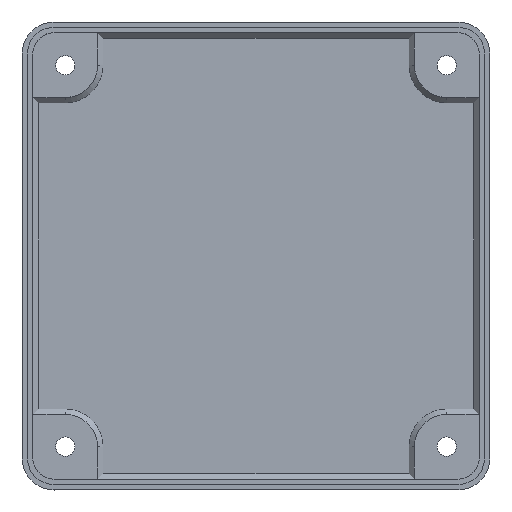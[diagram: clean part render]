
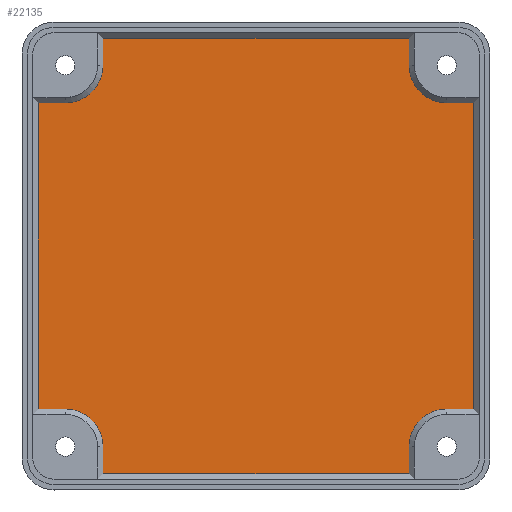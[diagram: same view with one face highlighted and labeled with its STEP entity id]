
A CAD part, top view. The second image highlights one B-rep face of the part: STEP entity #22135.
In plain terms, the highlighted planar face has unit normal (0, 0, 1).
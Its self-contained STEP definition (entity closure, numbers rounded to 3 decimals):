
#1776=CIRCLE('',#22799,7.);
#1778=CIRCLE('',#22803,7.);
#1780=CIRCLE('',#22809,7.);
#1782=CIRCLE('',#22813,7.);
#3062=FACE_OUTER_BOUND('',#4343,.T.);
#4343=EDGE_LOOP('',(#20195,#20196,#20197,#20198,#20199,#20200,#20201,#20202,
#20203,#20204,#20205,#20206,#20207,#20208,#20209,#20210));
#6330=LINE('',#42185,#8385);
#6336=LINE('',#42198,#8391);
#6338=LINE('',#42202,#8393);
#6343=LINE('',#42213,#8398);
#6345=LINE('',#42217,#8400);
#6350=LINE('',#42228,#8405);
#6353=LINE('',#42237,#8408);
#6356=LINE('',#42246,#8411);
#6359=LINE('',#42252,#8414);
#6363=LINE('',#42259,#8418);
#6365=LINE('',#42267,#8420);
#6368=LINE('',#42276,#8423);
#8385=VECTOR('',#26051,10.);
#8391=VECTOR('',#26059,10.);
#8393=VECTOR('',#26063,10.);
#8398=VECTOR('',#26070,10.);
#8400=VECTOR('',#26074,10.);
#8405=VECTOR('',#26081,10.);
#8408=VECTOR('',#26092,10.);
#8411=VECTOR('',#26103,10.);
#8414=VECTOR('',#26108,10.);
#8418=VECTOR('',#26114,10.);
#8420=VECTOR('',#26124,10.);
#8423=VECTOR('',#26135,10.);
#10557=VERTEX_POINT('',#42183);
#10558=VERTEX_POINT('',#42184);
#10563=VERTEX_POINT('',#42195);
#10564=VERTEX_POINT('',#42197);
#10565=VERTEX_POINT('',#42201);
#10569=VERTEX_POINT('',#42210);
#10570=VERTEX_POINT('',#42212);
#10571=VERTEX_POINT('',#42216);
#10575=VERTEX_POINT('',#42225);
#10576=VERTEX_POINT('',#42227);
#10578=VERTEX_POINT('',#42232);
#10580=VERTEX_POINT('',#42241);
#10582=VERTEX_POINT('',#42251);
#10584=VERTEX_POINT('',#42257);
#10586=VERTEX_POINT('',#42262);
#10588=VERTEX_POINT('',#42271);
#13750=EDGE_CURVE('',#10557,#10558,#6330,.T.);
#13756=EDGE_CURVE('',#10563,#10564,#6336,.T.);
#13758=EDGE_CURVE('',#10564,#10565,#6338,.T.);
#13763=EDGE_CURVE('',#10569,#10570,#6343,.T.);
#13765=EDGE_CURVE('',#10570,#10571,#6345,.T.);
#13770=EDGE_CURVE('',#10575,#10576,#6350,.T.);
#13773=EDGE_CURVE('',#10578,#10575,#1776,.T.);
#13775=EDGE_CURVE('',#10571,#10578,#6353,.T.);
#13778=EDGE_CURVE('',#10580,#10569,#1778,.T.);
#13780=EDGE_CURVE('',#10565,#10580,#6356,.T.);
#13783=EDGE_CURVE('',#10576,#10582,#6359,.T.);
#13787=EDGE_CURVE('',#10584,#10557,#6363,.T.);
#13789=EDGE_CURVE('',#10586,#10584,#1780,.T.);
#13791=EDGE_CURVE('',#10582,#10586,#6365,.T.);
#13794=EDGE_CURVE('',#10588,#10563,#1782,.T.);
#13796=EDGE_CURVE('',#10558,#10588,#6368,.T.);
#20195=ORIENTED_EDGE('',*,*,#13770,.F.);
#20196=ORIENTED_EDGE('',*,*,#13773,.F.);
#20197=ORIENTED_EDGE('',*,*,#13775,.F.);
#20198=ORIENTED_EDGE('',*,*,#13765,.F.);
#20199=ORIENTED_EDGE('',*,*,#13763,.F.);
#20200=ORIENTED_EDGE('',*,*,#13778,.F.);
#20201=ORIENTED_EDGE('',*,*,#13780,.F.);
#20202=ORIENTED_EDGE('',*,*,#13758,.F.);
#20203=ORIENTED_EDGE('',*,*,#13756,.F.);
#20204=ORIENTED_EDGE('',*,*,#13794,.F.);
#20205=ORIENTED_EDGE('',*,*,#13796,.F.);
#20206=ORIENTED_EDGE('',*,*,#13750,.F.);
#20207=ORIENTED_EDGE('',*,*,#13787,.F.);
#20208=ORIENTED_EDGE('',*,*,#13789,.F.);
#20209=ORIENTED_EDGE('',*,*,#13791,.F.);
#20210=ORIENTED_EDGE('',*,*,#13783,.F.);
#20961=PLANE('',#22826);
#22135=ADVANCED_FACE('',(#3062),#20961,.T.);
#22799=AXIS2_PLACEMENT_3D('',#42234,#26086,#26087);
#22803=AXIS2_PLACEMENT_3D('',#42243,#26097,#26098);
#22809=AXIS2_PLACEMENT_3D('',#42264,#26118,#26119);
#22813=AXIS2_PLACEMENT_3D('',#42273,#26129,#26130);
#22826=AXIS2_PLACEMENT_3D('',#42328,#26180,#26181);
#26051=DIRECTION('',(-1.,0.,0.));
#26059=DIRECTION('',(-1.,0.,0.));
#26063=DIRECTION('',(0.,1.,0.));
#26070=DIRECTION('',(0.,1.,0.));
#26074=DIRECTION('',(1.,0.,0.));
#26081=DIRECTION('',(1.,0.,0.));
#26086=DIRECTION('center_axis',(0.,0.,
1.));
#26087=DIRECTION('ref_axis',(0.532,-0.847,0.));
#26092=DIRECTION('',(0.,-1.,0.));
#26097=DIRECTION('center_axis',(0.,0.,
1.));
#26098=DIRECTION('ref_axis',(0.847,0.532,0.));
#26103=DIRECTION('',(1.,0.,0.));
#26108=DIRECTION('',(0.,-1.,0.));
#26114=DIRECTION('',(0.,-1.,0.));
#26118=DIRECTION('center_axis',(0.,0.,
1.));
#26119=DIRECTION('ref_axis',(-0.847,-0.532,0.));
#26124=DIRECTION('',(-1.,0.,0.));
#26129=DIRECTION('center_axis',(0.,0.,
1.));
#26130=DIRECTION('ref_axis',(-0.532,0.847,0.));
#26135=DIRECTION('',(0.,1.,0.));
#26180=DIRECTION('center_axis',(0.,0.,
1.));
#26181=DIRECTION('ref_axis',(1.,0.,0.));
#42183=CARTESIAN_POINT('',(63.395,146.083,0.));
#42184=CARTESIAN_POINT('',(6.275,146.083,0.));
#42185=CARTESIAN_POINT('',(53.655,146.083,0.));
#42195=CARTESIAN_POINT('',(-0.725,158.163,0.));
#42197=CARTESIAN_POINT('',(-5.805,158.163,0.));
#42198=CARTESIAN_POINT('',(17.055,158.163,0.));
#42201=CARTESIAN_POINT('',(-5.805,215.283,0.));
#42202=CARTESIAN_POINT('',(-5.805,167.903,0.));
#42210=CARTESIAN_POINT('',(6.275,222.283,0.));
#42212=CARTESIAN_POINT('',(6.275,227.363,0.));
#42213=CARTESIAN_POINT('',(6.275,204.503,0.));
#42216=CARTESIAN_POINT('',(63.395,227.363,0.));
#42217=CARTESIAN_POINT('',(16.015,227.363,0.));
#42225=CARTESIAN_POINT('',(70.395,215.283,0.));
#42227=CARTESIAN_POINT('',(75.475,215.283,0.));
#42228=CARTESIAN_POINT('',(52.615,215.283,0.));
#42232=CARTESIAN_POINT('',(63.395,222.283,0.));
#42234=CARTESIAN_POINT('Origin',(70.395,222.283,0.));
#42237=CARTESIAN_POINT('',(63.395,207.543,0.));
#42241=CARTESIAN_POINT('',(-0.725,215.283,0.));
#42243=CARTESIAN_POINT('Origin',(-0.725,222.283,0.));
#42246=CARTESIAN_POINT('',(14.015,215.283,0.));
#42251=CARTESIAN_POINT('',(75.475,158.163,0.));
#42252=CARTESIAN_POINT('',(75.475,205.543,0.));
#42257=CARTESIAN_POINT('',(63.395,151.163,0.));
#42259=CARTESIAN_POINT('',(63.395,168.943,0.));
#42262=CARTESIAN_POINT('',(70.395,158.163,0.));
#42264=CARTESIAN_POINT('Origin',(70.395,151.163,0.));
#42267=CARTESIAN_POINT('',(55.655,158.163,0.));
#42271=CARTESIAN_POINT('',(6.275,151.163,0.));
#42273=CARTESIAN_POINT('Origin',(-0.725,151.163,0.));
#42276=CARTESIAN_POINT('',(6.275,165.903,0.));
#42328=CARTESIAN_POINT('Origin',(34.835,186.723,0.));
